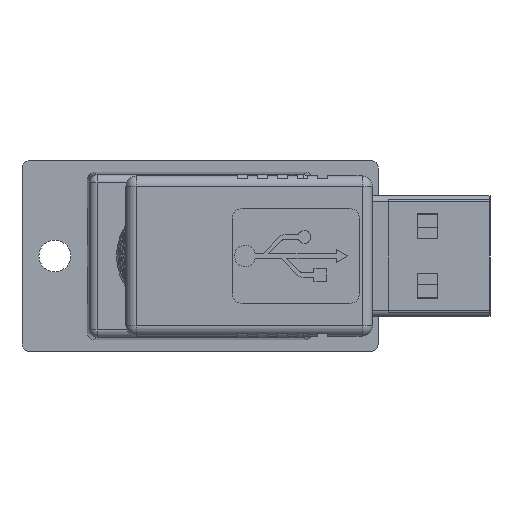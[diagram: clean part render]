
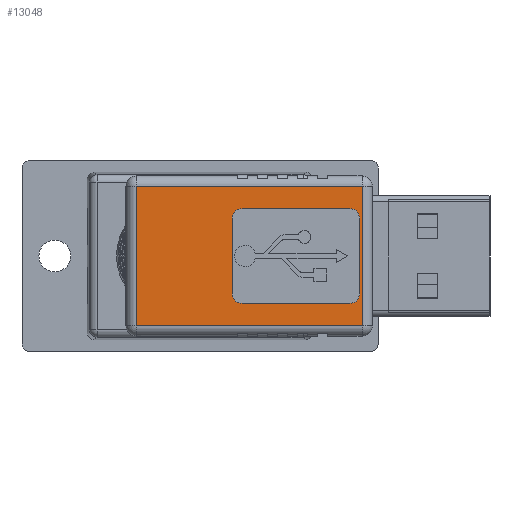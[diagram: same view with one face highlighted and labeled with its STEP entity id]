
A CAD part, left-side view. The second image highlights one B-rep face of the part: STEP entity #13048.
In plain terms, the highlighted face is planar.
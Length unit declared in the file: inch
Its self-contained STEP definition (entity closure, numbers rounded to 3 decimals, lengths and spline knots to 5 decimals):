
#1487 = CARTESIAN_POINT ( 'NONE',  ( -0.27495, 0.1673, 0.04 ) ) ;
#1755 = CARTESIAN_POINT ( 'NONE',  ( 0.27495, 0.1673, 0.5315 ) ) ;
#1861 = ORIENTED_EDGE ( 'NONE', *, *, #26649, .T. ) ;
#2325 = CARTESIAN_POINT ( 'NONE',  ( -0.187, 0.1673, 0.08937 ) ) ;
#2708 = DIRECTION ( 'NONE',  ( 1., 0., 0. ) ) ;
#3329 = LINE ( 'NONE', #22491, #51614 ) ;
#3776 = EDGE_CURVE ( 'NONE', #9374, #42662, #66893, .T. ) ;
#4177 = VECTOR ( 'NONE', #57477, 39.37008 ) ;
#4700 = CIRCLE ( 'NONE', #37124, 0.03937 ) ;
#4793 = ORIENTED_EDGE ( 'NONE', *, *, #43891, .T. ) ;
#5323 = CARTESIAN_POINT ( 'NONE',  ( 0.14763, 0.1673, 0.51063 ) ) ;
#7812 = VERTEX_POINT ( 'NONE', #63734 ) ;
#8456 = DIRECTION ( 'NONE',  ( 0., 1., 0. ) ) ;
#9374 = VERTEX_POINT ( 'NONE', #59589 ) ;
#10909 = VERTEX_POINT ( 'NONE', #76462 ) ;
#11640 = DIRECTION ( 'NONE',  ( 0., 0., -1. ) ) ;
#12871 = VERTEX_POINT ( 'NONE', #81644 ) ;
#13048 = ADVANCED_FACE ( 'NONE', ( #46700, #80128 ), #39804, .T. ) ;
#13266 = EDGE_CURVE ( 'NONE', #12871, #21886, #3329, .T. ) ;
#14871 = CARTESIAN_POINT ( 'NONE',  ( 0.14763, 0.1673, 0.05 ) ) ;
#15158 = DIRECTION ( 'NONE',  ( -1., 0., 0. ) ) ;
#16475 = EDGE_CURVE ( 'NONE', #10909, #16904, #23505, .T. ) ;
#16766 = EDGE_CURVE ( 'NONE', #64417, #9374, #4700, .T. ) ;
#16904 = VERTEX_POINT ( 'NONE', #28239 ) ;
#17274 = VERTEX_POINT ( 'NONE', #1487 ) ;
#18481 = VERTEX_POINT ( 'NONE', #23137 ) ;
#19801 = EDGE_LOOP ( 'NONE', ( #48421, #55570, #4793, #49254 ) ) ;
#20341 = AXIS2_PLACEMENT_3D ( 'NONE', #5323, #49392, #11640 ) ;
#21886 = VERTEX_POINT ( 'NONE', #56397 ) ;
#22491 = CARTESIAN_POINT ( 'NONE',  ( 0.187, 0.1673, 0.51063 ) ) ;
#23137 = CARTESIAN_POINT ( 'NONE',  ( 0.27495, 0.1673, 0.04 ) ) ;
#23505 = LINE ( 'NONE', #59200, #25477 ) ;
#24154 = VECTOR ( 'NONE', #45805, 39.37008 ) ;
#25477 = VECTOR ( 'NONE', #15158, 39.37008 ) ;
#26093 = CARTESIAN_POINT ( 'NONE',  ( 0.31495, 0.1673, 0.9286 ) ) ;
#26616 = CARTESIAN_POINT ( 'NONE',  ( -0.14763, 0.1673, 0.08937 ) ) ;
#26649 = EDGE_CURVE ( 'NONE', #42662, #12871, #75077, .T. ) ;
#27790 = CARTESIAN_POINT ( 'NONE',  ( -0.31495, 0.1673, 0.04 ) ) ;
#28239 = CARTESIAN_POINT ( 'NONE',  ( -0.14763, 0.1673, 0.55 ) ) ;
#28791 = DIRECTION ( 'NONE',  ( 0., 0., 1. ) ) ;
#30026 = CARTESIAN_POINT ( 'NONE',  ( 0.14763, 0.1673, 0.05 ) ) ;
#30451 = CARTESIAN_POINT ( 'NONE',  ( -0.14763, 0.1673, 0.51063 ) ) ;
#31404 = ORIENTED_EDGE ( 'NONE', *, *, #67532, .T. ) ;
#31462 = ORIENTED_EDGE ( 'NONE', *, *, #3776, .T. ) ;
#31624 = ORIENTED_EDGE ( 'NONE', *, *, #44636, .T. ) ;
#32921 = DIRECTION ( 'NONE',  ( 0., 0., -1. ) ) ;
#33381 = VECTOR ( 'NONE', #2708, 39.37008 ) ;
#33998 = EDGE_CURVE ( 'NONE', #7812, #47623, #71053, .T. ) ;
#34091 = DIRECTION ( 'NONE',  ( -1., 0., 0. ) ) ;
#34900 = CARTESIAN_POINT ( 'NONE',  ( 0.14763, 0.1673, 0.08937 ) ) ;
#35741 = LINE ( 'NONE', #36297, #67251 ) ;
#36161 = EDGE_CURVE ( 'NONE', #21886, #10909, #72668, .T. ) ;
#36297 = CARTESIAN_POINT ( 'NONE',  ( -0.187, 0.1673, 0.51063 ) ) ;
#36544 = ORIENTED_EDGE ( 'NONE', *, *, #16766, .T. ) ;
#36741 = DIRECTION ( 'NONE',  ( 0., 0., 1. ) ) ;
#37124 = AXIS2_PLACEMENT_3D ( 'NONE', #26616, #70597, #32921 ) ;
#39804 = PLANE ( 'NONE',  #57636 ) ;
#40151 = VERTEX_POINT ( 'NONE', #56710 ) ;
#40525 = VECTOR ( 'NONE', #34091, 39.37008 ) ;
#41039 = ORIENTED_EDGE ( 'NONE', *, *, #13266, .T. ) ;
#41227 = DIRECTION ( 'NONE',  ( 0., 0., -1. ) ) ;
#42653 = DIRECTION ( 'NONE',  ( 0., 0., -1. ) ) ;
#42662 = VERTEX_POINT ( 'NONE', #30026 ) ;
#43891 = EDGE_CURVE ( 'NONE', #47623, #18481, #57645, .T. ) ;
#44636 = EDGE_CURVE ( 'NONE', #16904, #40151, #67000, .T. ) ;
#45805 = DIRECTION ( 'NONE',  ( 0., 0., -1. ) ) ;
#46700 = FACE_OUTER_BOUND ( 'NONE', #19801, .T. ) ;
#47623 = VERTEX_POINT ( 'NONE', #78490 ) ;
#48249 = VECTOR ( 'NONE', #76891, 39.37008 ) ;
#48421 = ORIENTED_EDGE ( 'NONE', *, *, #59165, .T. ) ;
#49254 = ORIENTED_EDGE ( 'NONE', *, *, #63660, .T. ) ;
#49392 = DIRECTION ( 'NONE',  ( 0., -1., 0. ) ) ;
#51614 = VECTOR ( 'NONE', #28791, 39.37008 ) ;
#51996 = AXIS2_PLACEMENT_3D ( 'NONE', #30451, #74433, #36741 ) ;
#52533 = DIRECTION ( 'NONE',  ( 0., 0., 1. ) ) ;
#55570 = ORIENTED_EDGE ( 'NONE', *, *, #33998, .T. ) ;
#56397 = CARTESIAN_POINT ( 'NONE',  ( 0.187, 0.1673, 0.51063 ) ) ;
#56710 = CARTESIAN_POINT ( 'NONE',  ( -0.187, 0.1673, 0.51063 ) ) ;
#57477 = DIRECTION ( 'NONE',  ( 1., 0., 0. ) ) ;
#57636 = AXIS2_PLACEMENT_3D ( 'NONE', #76932, #8456, #52533 ) ;
#57645 = LINE ( 'NONE', #1755, #24154 ) ;
#59165 = EDGE_CURVE ( 'NONE', #17274, #7812, #81630, .T. ) ;
#59200 = CARTESIAN_POINT ( 'NONE',  ( 0.14763, 0.1673, 0.55 ) ) ;
#59589 = CARTESIAN_POINT ( 'NONE',  ( -0.14763, 0.1673, 0.05 ) ) ;
#59811 = ORIENTED_EDGE ( 'NONE', *, *, #36161, .T. ) ;
#59852 = AXIS2_PLACEMENT_3D ( 'NONE', #34900, #78917, #41227 ) ;
#63660 = EDGE_CURVE ( 'NONE', #18481, #17274, #72025, .T. ) ;
#63734 = CARTESIAN_POINT ( 'NONE',  ( -0.27495, 0.1673, 0.9286 ) ) ;
#64417 = VERTEX_POINT ( 'NONE', #2325 ) ;
#64460 = ORIENTED_EDGE ( 'NONE', *, *, #16475, .T. ) ;
#66893 = LINE ( 'NONE', #14871, #33381 ) ;
#67000 = CIRCLE ( 'NONE', #51996, 0.03937 ) ;
#67251 = VECTOR ( 'NONE', #42653, 39.37008 ) ;
#67532 = EDGE_CURVE ( 'NONE', #40151, #64417, #35741, .T. ) ;
#70561 = CARTESIAN_POINT ( 'NONE',  ( -0.27495, 0.1673, 0.17717 ) ) ;
#70597 = DIRECTION ( 'NONE',  ( 0., -1., 0. ) ) ;
#71053 = LINE ( 'NONE', #26093, #4177 ) ;
#72025 = LINE ( 'NONE', #27790, #40525 ) ;
#72668 = CIRCLE ( 'NONE', #20341, 0.03937 ) ;
#74433 = DIRECTION ( 'NONE',  ( 0., -1., 0. ) ) ;
#75077 = CIRCLE ( 'NONE', #59852, 0.03937 ) ;
#76462 = CARTESIAN_POINT ( 'NONE',  ( 0.14763, 0.1673, 0.55 ) ) ;
#76891 = DIRECTION ( 'NONE',  ( 0., 0., 1. ) ) ;
#76932 = CARTESIAN_POINT ( 'NONE',  ( 0.31495, 0.1673, 0.6025 ) ) ;
#78490 = CARTESIAN_POINT ( 'NONE',  ( 0.27495, 0.1673, 0.9286 ) ) ;
#78917 = DIRECTION ( 'NONE',  ( 0., -1., 0. ) ) ;
#80128 = FACE_BOUND ( 'NONE', #81085, .T. ) ;
#81085 = EDGE_LOOP ( 'NONE', ( #41039, #59811, #64460, #31624, #31404, #36544, #31462, #1861 ) ) ;
#81630 = LINE ( 'NONE', #70561, #48249 ) ;
#81644 = CARTESIAN_POINT ( 'NONE',  ( 0.187, 0.1673, 0.08937 ) ) ;
